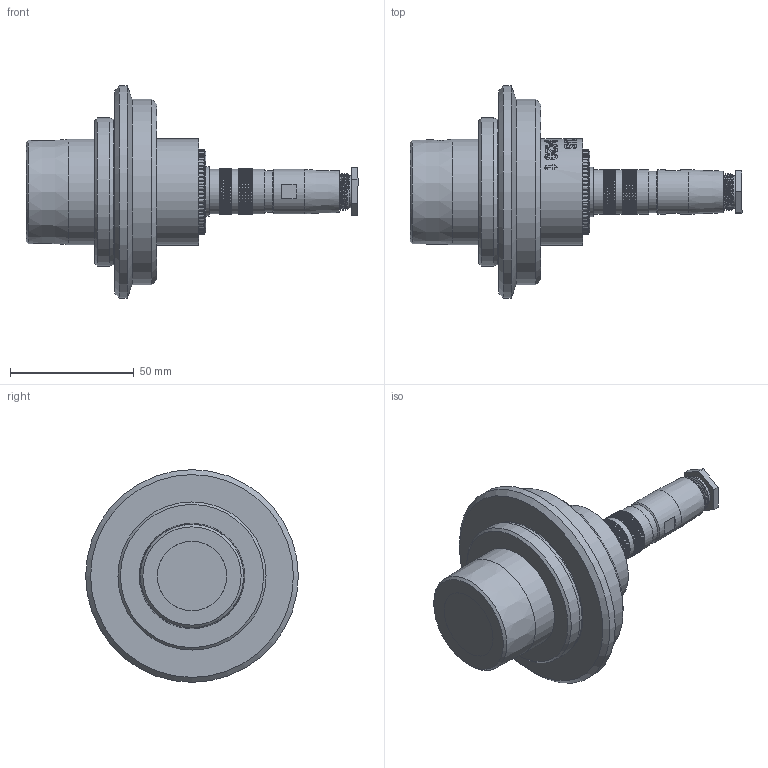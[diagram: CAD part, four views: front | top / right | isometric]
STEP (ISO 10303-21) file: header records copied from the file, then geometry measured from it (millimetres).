
FILE_DESCRIPTION(/* description */ (''),/* implementation_level */ '2;1');
FILE_NAME(/* name */ 'APZ3420t_G28_Binder723.step',/* time_stamp */ '2021-07-12T12:01:12+03:00',/* author */ (''),/* organization */ (''),/* preprocessor_version */ 'ST-DEVELOPER v18.1',/* originating_system */ 'Autodesk Translation Framework v10.9.0.1377',/* authorisation */ '');
FILE_SCHEMA (('AUTOMOTIVE_DESIGN { 1 0 10303 214 3 1 1 }'));
Products named in the file (8): АПЗ 3420 t -filled; OMAL nut M27x1.5 v8; Ш100.000.005 v4; Binder 723 assembly v4; Binder 723 female v10; Binder 723 male v8; Housing G28; G28
Assembly tree (7 placements, depth 3):
  АПЗ 3420 t -filled
    OMAL nut M27x1.5 v8
    Ш100.000.005 v4
    Binder 723 assembly v4
      Binder 723 female v10
      Binder 723 male v8
    Housing G28
    G28
Bounding box: 134.23 x 86 x 86 mm (x, y, z)
Volume: 153645 mm3; surface area: 51161 mm2
Topology: 9 solids, 9 shells, 3596 faces, 9073 edges, 5933 vertices
Faces by surface type: plane 2176, cylinder 639, bspline 465, cone 309, torus 7
Full cylindrical faces by diameter (mm): 1 x15, 1.5 x5, 3.3 x1, 5 x1, 5.2 x2, 7.5 x1, 9.5 x1, 9.8 x1, 10 x1, 11 x1, 11.445 x5, 11.8 x1, 12 x1, 13 x1, 13.157 x2, 13.5 x2, 13.741 x3, 14.884 x2, 15.044 x5, 15.2 x1, 15.908 x4, 16.8 x1, 17.044 x7, 17.283 x6, 17.6 x1, 17.908 x7, 18 x4, 18.124 x7, 18.161 x2, 20 x1
Entity records: 137709 total; most frequent: CARTESIAN_POINT 52169, ORIENTED_EDGE 18140, DIRECTION 18118, EDGE_CURVE 9070, AXIS2_PLACEMENT_3D 7808, VERTEX_POINT 5931, EDGE_LOOP 4043, ELLIPSE 3870
